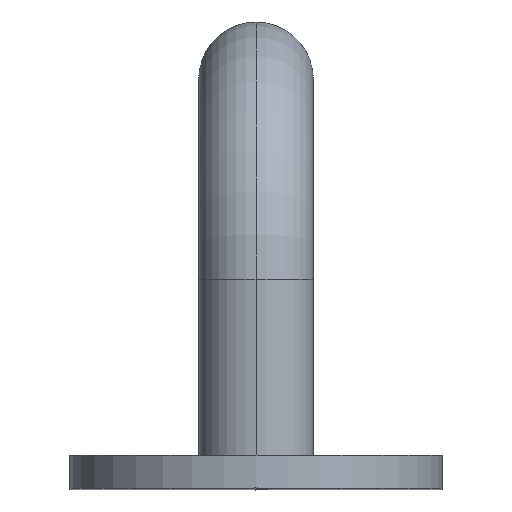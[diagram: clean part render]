
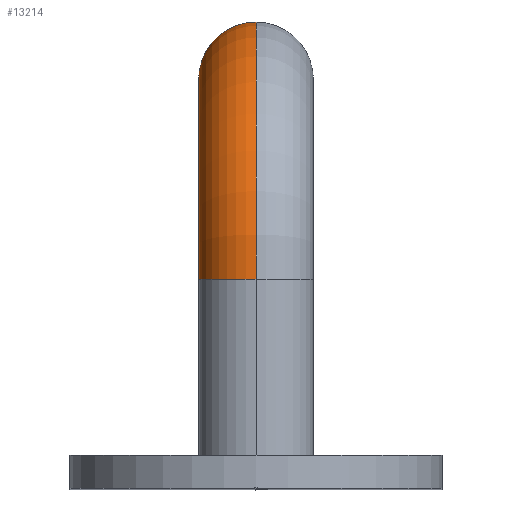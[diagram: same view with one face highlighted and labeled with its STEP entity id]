
A CAD part, top view. The second image highlights one B-rep face of the part: STEP entity #13214.
In plain terms, the highlighted toroidal (fillet/blend) face has major radius 14 mm and minor radius 4 mm.
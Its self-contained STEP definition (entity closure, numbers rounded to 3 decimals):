
#54 = DIRECTION ( 'NONE',  ( 0., 0., 1. ) ) ;
#299 = DIRECTION ( 'NONE',  ( 0., 1., 0. ) ) ;
#433 = CARTESIAN_POINT ( 'NONE',  ( 0., 14.6, -14. ) ) ;
#851 = EDGE_CURVE ( 'NONE', #9934, #1617, #5482, .T. ) ;
#1617 = VERTEX_POINT ( 'NONE', #10439 ) ;
#1681 = CARTESIAN_POINT ( 'NONE',  ( 0., 14.6, 10. ) ) ;
#1751 = CARTESIAN_POINT ( 'NONE',  ( 0., 14.6, -18. ) ) ;
#2492 = AXIS2_PLACEMENT_3D ( 'NONE', #11048, #13210, #12276 ) ;
#2753 = EDGE_CURVE ( 'NONE', #12133, #9934, #13948, .T. ) ;
#4458 = DIRECTION ( 'NONE',  ( -1., 0., 0. ) ) ;
#4818 = EDGE_LOOP ( 'NONE', ( #13420, #9314, #9428, #10775 ) ) ;
#4964 = TOROIDAL_SURFACE ( 'NONE', #6336, 14., 4. ) ;
#5330 = VERTEX_POINT ( 'NONE', #1681 ) ;
#5482 = CIRCLE ( 'NONE', #12197, 4. ) ;
#5692 = AXIS2_PLACEMENT_3D ( 'NONE', #11965, #4458, #54 ) ;
#5954 = DIRECTION ( 'NONE',  ( 0., -1., 0. ) ) ;
#6336 = AXIS2_PLACEMENT_3D ( 'NONE', #13065, #11942, #7561 ) ;
#7176 = FACE_OUTER_BOUND ( 'NONE', #4818, .T. ) ;
#7561 = DIRECTION ( 'NONE',  ( 0., 0., 1. ) ) ;
#7619 = AXIS2_PLACEMENT_3D ( 'NONE', #13689, #5954, #13548 ) ;
#7902 = EDGE_CURVE ( 'NONE', #12133, #5330, #11292, .T. ) ;
#9034 = DIRECTION ( 'NONE',  ( 0., 0., 1. ) ) ;
#9314 = ORIENTED_EDGE ( 'NONE', *, *, #2753, .T. ) ;
#9428 = ORIENTED_EDGE ( 'NONE', *, *, #851, .T. ) ;
#9934 = VERTEX_POINT ( 'NONE', #1751 ) ;
#10439 = CARTESIAN_POINT ( 'NONE',  ( 0., 14.6, -10. ) ) ;
#10775 = ORIENTED_EDGE ( 'NONE', *, *, #12983, .F. ) ;
#11048 = CARTESIAN_POINT ( 'NONE',  ( 0., 14.6, 0. ) ) ;
#11292 = CIRCLE ( 'NONE', #7619, 4. ) ;
#11942 = DIRECTION ( 'NONE',  ( -1., 0., 0. ) ) ;
#11965 = CARTESIAN_POINT ( 'NONE',  ( 0., 14.6, 0. ) ) ;
#12133 = VERTEX_POINT ( 'NONE', #12186 ) ;
#12186 = CARTESIAN_POINT ( 'NONE',  ( 0., 14.6, 18. ) ) ;
#12197 = AXIS2_PLACEMENT_3D ( 'NONE', #433, #299, #9034 ) ;
#12276 = DIRECTION ( 'NONE',  ( 0., 0., 1. ) ) ;
#12791 = CIRCLE ( 'NONE', #2492, 10. ) ;
#12983 = EDGE_CURVE ( 'NONE', #5330, #1617, #12791, .T. ) ;
#13065 = CARTESIAN_POINT ( 'NONE',  ( 0., 14.6, 0. ) ) ;
#13210 = DIRECTION ( 'NONE',  ( -1., 0., 0. ) ) ;
#13214 = ADVANCED_FACE ( 'NONE', ( #7176 ), #4964, .T. ) ;
#13420 = ORIENTED_EDGE ( 'NONE', *, *, #7902, .F. ) ;
#13548 = DIRECTION ( 'NONE',  ( 0., 0., -1. ) ) ;
#13689 = CARTESIAN_POINT ( 'NONE',  ( 0., 14.6, 14. ) ) ;
#13948 = CIRCLE ( 'NONE', #5692, 18. ) ;
